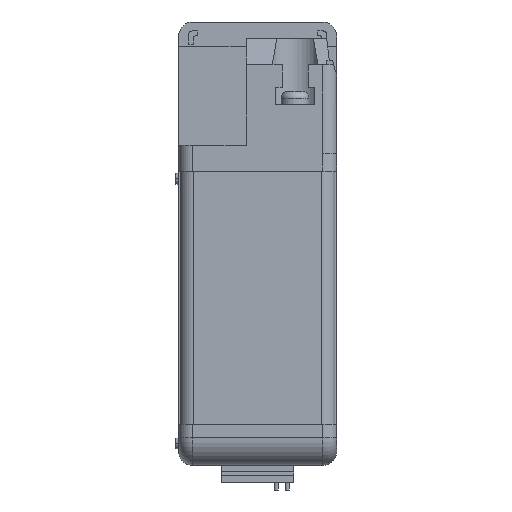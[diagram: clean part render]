
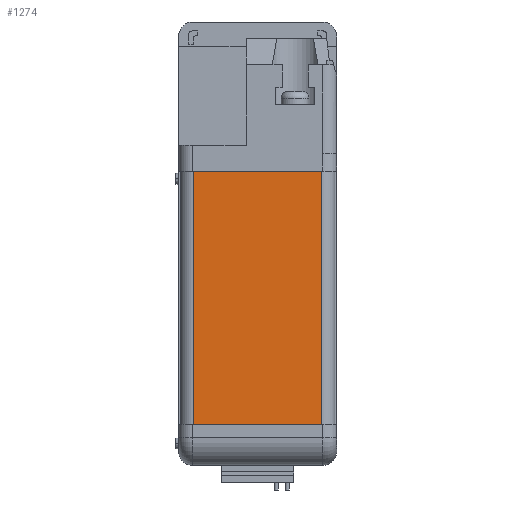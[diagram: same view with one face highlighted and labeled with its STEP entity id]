
A CAD part, front view. The second image highlights one B-rep face of the part: STEP entity #1274.
In plain terms, the highlighted planar face has unit normal (0, -1, 0).
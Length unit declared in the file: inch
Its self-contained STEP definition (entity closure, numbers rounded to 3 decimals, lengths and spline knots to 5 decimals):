
#1274 = ADVANCED_FACE ( 'NONE', ( #39888 ), #37830, .T. ) ;
#4796 = EDGE_CURVE ( 'NONE', #19302, #16129, #34836, .T. ) ;
#5587 = CARTESIAN_POINT ( 'NONE',  ( 0.5775, -2.9375, 0.655 ) ) ;
#5784 = CARTESIAN_POINT ( 'NONE',  ( 0.5775, -2.9375, -1.63 ) ) ;
#8047 = ORIENTED_EDGE ( 'NONE', *, *, #4796, .T. ) ;
#8873 = DIRECTION ( 'NONE',  ( -1., 0., 0. ) ) ;
#9386 = DIRECTION ( 'NONE',  ( 0., 0., -1. ) ) ;
#10440 = CARTESIAN_POINT ( 'NONE',  ( -0.5775, -2.9375, -1.63 ) ) ;
#15936 = ORIENTED_EDGE ( 'NONE', *, *, #34390, .T. ) ;
#16128 = EDGE_CURVE ( 'NONE', #35485, #33578, #33024, .T. ) ;
#16129 = VERTEX_POINT ( 'NONE', #36480 ) ;
#16439 = DIRECTION ( 'NONE',  ( 0., -1., 0. ) ) ;
#17621 = VECTOR ( 'NONE', #9386, 39.37008 ) ;
#18548 = CARTESIAN_POINT ( 'NONE',  ( 0.5775, -2.9375, 0.655 ) ) ;
#18618 = CARTESIAN_POINT ( 'NONE',  ( 0.5775, -2.9375, 0.655 ) ) ;
#18627 = ORIENTED_EDGE ( 'NONE', *, *, #16128, .F. ) ;
#19302 = VERTEX_POINT ( 'NONE', #5587 ) ;
#19557 = VECTOR ( 'NONE', #27907, 39.37008 ) ;
#20535 = LINE ( 'NONE', #24800, #19557 ) ;
#21534 = AXIS2_PLACEMENT_3D ( 'NONE', #34859, #16439, #37958 ) ;
#21750 = ORIENTED_EDGE ( 'NONE', *, *, #38962, .F. ) ;
#24800 = CARTESIAN_POINT ( 'NONE',  ( -0.5775, -2.9375, 0.655 ) ) ;
#24814 = CARTESIAN_POINT ( 'NONE',  ( 0.5775, -2.9375, -1.63 ) ) ;
#25104 = DIRECTION ( 'NONE',  ( -1., 0., 0. ) ) ;
#25814 = LINE ( 'NONE', #18548, #17621 ) ;
#26657 = VECTOR ( 'NONE', #25104, 39.37008 ) ;
#27907 = DIRECTION ( 'NONE',  ( 0., 0., -1. ) ) ;
#32078 = VECTOR ( 'NONE', #8873, 39.37008 ) ;
#33024 = LINE ( 'NONE', #5784, #32078 ) ;
#33578 = VERTEX_POINT ( 'NONE', #10440 ) ;
#34390 = EDGE_CURVE ( 'NONE', #16129, #33578, #20535, .T. ) ;
#34836 = LINE ( 'NONE', #18618, #26657 ) ;
#34859 = CARTESIAN_POINT ( 'NONE',  ( 0.5775, -2.9375, 0.655 ) ) ;
#35485 = VERTEX_POINT ( 'NONE', #24814 ) ;
#36480 = CARTESIAN_POINT ( 'NONE',  ( -0.5775, -2.9375, 0.655 ) ) ;
#37044 = EDGE_LOOP ( 'NONE', ( #18627, #21750, #8047, #15936 ) ) ;
#37830 = PLANE ( 'NONE',  #21534 ) ;
#37958 = DIRECTION ( 'NONE',  ( 0., 0., -1. ) ) ;
#38962 = EDGE_CURVE ( 'NONE', #19302, #35485, #25814, .T. ) ;
#39888 = FACE_OUTER_BOUND ( 'NONE', #37044, .T. ) ;
